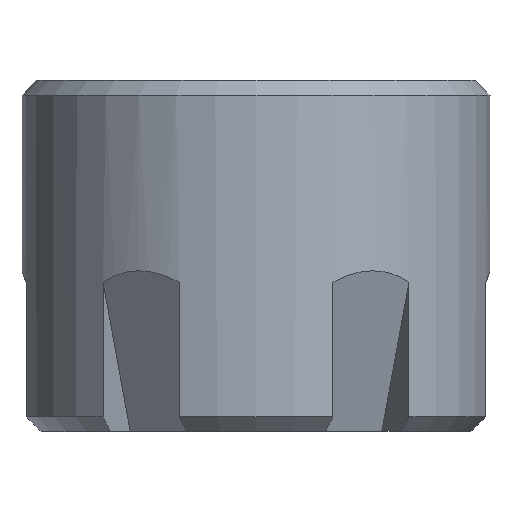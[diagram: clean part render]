
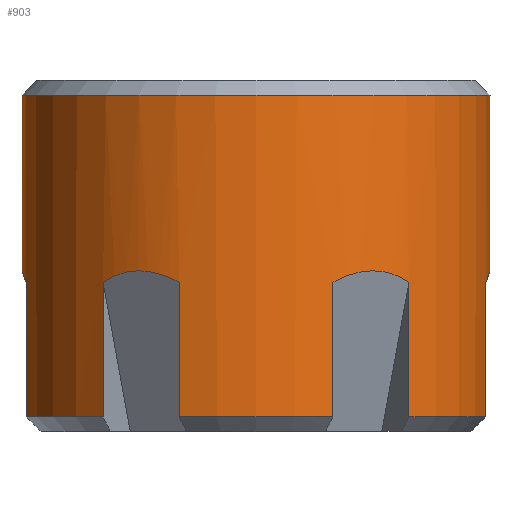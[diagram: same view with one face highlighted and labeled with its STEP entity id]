
A CAD part, left-side view. The second image highlights one B-rep face of the part: STEP entity #903.
In plain terms, the highlighted cylindrical face has radius 8 mm (diameter 16 mm), a full revolution.
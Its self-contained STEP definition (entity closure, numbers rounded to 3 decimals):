
#26=CYLINDRICAL_SURFACE('',#982,8.);
#36=ELLIPSE('',#921,23.39,8.);
#37=ELLIPSE('',#927,23.39,8.);
#38=ELLIPSE('',#933,23.39,8.);
#39=ELLIPSE('',#937,23.39,8.);
#40=ELLIPSE('',#969,23.39,8.);
#41=ELLIPSE('',#984,23.39,8.);
#42=LINE('',#1208,#84);
#47=LINE('',#1219,#89);
#49=LINE('',#1229,#91);
#54=LINE('',#1240,#96);
#56=LINE('',#1250,#98);
#61=LINE('',#1261,#103);
#63=LINE('',#1271,#105);
#69=LINE('',#1285,#111);
#70=LINE('',#1292,#112);
#75=LINE('',#1303,#117);
#79=LINE('',#1361,#121);
#80=LINE('',#1369,#122);
#84=VECTOR('',#1003,1000.);
#89=VECTOR('',#1010,1000.);
#91=VECTOR('',#1022,1000.);
#96=VECTOR('',#1029,1000.);
#98=VECTOR('',#1041,1000.);
#103=VECTOR('',#1048,1000.);
#105=VECTOR('',#1060,1000.);
#111=VECTOR('',#1072,1000.);
#112=VECTOR('',#1079,1000.);
#117=VECTOR('',#1086,1000.);
#121=VECTOR('',#1166,1000.);
#122=VECTOR('',#1175,1000.);
#226=ORIENTED_EDGE('',*,*,#370,.F.);
#227=ORIENTED_EDGE('',*,*,#368,.T.);
#228=ORIENTED_EDGE('',*,*,#371,.T.);
#229=ORIENTED_EDGE('',*,*,#372,.F.);
#230=ORIENTED_EDGE('',*,*,#373,.F.);
#231=ORIENTED_EDGE('',*,*,#302,.T.);
#232=ORIENTED_EDGE('',*,*,#304,.T.);
#233=ORIENTED_EDGE('',*,*,#297,.F.);
#234=ORIENTED_EDGE('',*,*,#362,.F.);
#235=ORIENTED_EDGE('',*,*,#312,.T.);
#236=ORIENTED_EDGE('',*,*,#314,.T.);
#237=ORIENTED_EDGE('',*,*,#307,.F.);
#238=ORIENTED_EDGE('',*,*,#360,.F.);
#239=ORIENTED_EDGE('',*,*,#322,.T.);
#240=ORIENTED_EDGE('',*,*,#324,.T.);
#241=ORIENTED_EDGE('',*,*,#317,.F.);
#242=ORIENTED_EDGE('',*,*,#344,.F.);
#243=ORIENTED_EDGE('',*,*,#334,.T.);
#244=ORIENTED_EDGE('',*,*,#330,.T.);
#245=ORIENTED_EDGE('',*,*,#327,.F.);
#246=ORIENTED_EDGE('',*,*,#346,.F.);
#247=ORIENTED_EDGE('',*,*,#342,.T.);
#248=ORIENTED_EDGE('',*,*,#358,.T.);
#249=ORIENTED_EDGE('',*,*,#337,.F.);
#250=ORIENTED_EDGE('',*,*,#374,.F.);
#297=EDGE_CURVE('',#381,#383,#42,.T.);
#302=EDGE_CURVE('',#388,#387,#47,.T.);
#304=EDGE_CURVE('',#387,#383,#36,.T.);
#307=EDGE_CURVE('',#389,#391,#49,.T.);
#312=EDGE_CURVE('',#396,#395,#54,.T.);
#314=EDGE_CURVE('',#395,#391,#37,.T.);
#317=EDGE_CURVE('',#397,#399,#56,.T.);
#322=EDGE_CURVE('',#404,#403,#61,.T.);
#324=EDGE_CURVE('',#403,#399,#38,.T.);
#327=EDGE_CURVE('',#405,#407,#63,.T.);
#330=EDGE_CURVE('',#409,#407,#39,.T.);
#334=EDGE_CURVE('',#412,#409,#69,.T.);
#337=EDGE_CURVE('',#413,#415,#70,.T.);
#342=EDGE_CURVE('',#420,#419,#75,.T.);
#344=EDGE_CURVE('',#412,#397,#452,.T.);
#346=EDGE_CURVE('',#420,#405,#454,.T.);
#358=EDGE_CURVE('',#419,#415,#40,.T.);
#360=EDGE_CURVE('',#404,#389,#466,.T.);
#362=EDGE_CURVE('',#396,#381,#468,.T.);
#368=EDGE_CURVE('',#436,#435,#79,.T.);
#370=EDGE_CURVE('',#437,#437,#473,.T.);
#371=EDGE_CURVE('',#435,#438,#41,.T.);
#372=EDGE_CURVE('',#439,#438,#80,.T.);
#373=EDGE_CURVE('',#388,#439,#474,.T.);
#374=EDGE_CURVE('',#436,#413,#475,.T.);
#381=VERTEX_POINT('',#1206);
#383=VERTEX_POINT('',#1209);
#387=VERTEX_POINT('',#1218);
#388=VERTEX_POINT('',#1220);
#389=VERTEX_POINT('',#1227);
#391=VERTEX_POINT('',#1230);
#395=VERTEX_POINT('',#1239);
#396=VERTEX_POINT('',#1241);
#397=VERTEX_POINT('',#1248);
#399=VERTEX_POINT('',#1251);
#403=VERTEX_POINT('',#1260);
#404=VERTEX_POINT('',#1262);
#405=VERTEX_POINT('',#1269);
#407=VERTEX_POINT('',#1272);
#409=VERTEX_POINT('',#1278);
#412=VERTEX_POINT('',#1286);
#413=VERTEX_POINT('',#1290);
#415=VERTEX_POINT('',#1293);
#419=VERTEX_POINT('',#1302);
#420=VERTEX_POINT('',#1304);
#435=VERTEX_POINT('',#1360);
#436=VERTEX_POINT('',#1362);
#437=VERTEX_POINT('',#1366);
#438=VERTEX_POINT('',#1368);
#439=VERTEX_POINT('',#1370);
#452=CIRCLE('',#945,8.);
#454=CIRCLE('',#948,8.);
#466=CIRCLE('',#971,8.);
#468=CIRCLE('',#974,8.);
#473=CIRCLE('',#983,8.);
#474=CIRCLE('',#985,8.);
#475=CIRCLE('',#986,8.);
#519=EDGE_LOOP('',(#226));
#520=EDGE_LOOP('',(#227,#228,#229,#230,#231,#232,#233,#234,#235,#236,#237,
#238,#239,#240,#241,#242,#243,#244,#245,#246,#247,#248,#249,#250));
#571=FACE_BOUND('',#519,.T.);
#572=FACE_BOUND('',#520,.T.);
#903=ADVANCED_FACE('',(#571,#572),#26,.T.);
#921=AXIS2_PLACEMENT_3D('',#1223,#1015,#1016);
#927=AXIS2_PLACEMENT_3D('',#1244,#1034,#1035);
#933=AXIS2_PLACEMENT_3D('',#1265,#1053,#1054);
#937=AXIS2_PLACEMENT_3D('',#1277,#1065,#1066);
#945=AXIS2_PLACEMENT_3D('',#1307,#1091,#1092);
#948=AXIS2_PLACEMENT_3D('',#1310,#1097,#1098);
#969=AXIS2_PLACEMENT_3D('',#1341,#1139,#1140);
#971=AXIS2_PLACEMENT_3D('',#1344,#1144,#1145);
#974=AXIS2_PLACEMENT_3D('',#1347,#1150,#1151);
#982=AXIS2_PLACEMENT_3D('',#1364,#1169,#1170);
#983=AXIS2_PLACEMENT_3D('',#1365,#1171,#1172);
#984=AXIS2_PLACEMENT_3D('',#1367,#1173,#1174);
#985=AXIS2_PLACEMENT_3D('',#1371,#1176,#1177);
#986=AXIS2_PLACEMENT_3D('',#1372,#1178,#1179);
#1003=DIRECTION('',(0.,0.,1.));
#1010=DIRECTION('',(0.,0.,1.));
#1015=DIRECTION('',(0.814,0.47,0.342));
#1016=DIRECTION('',(-0.296,-0.171,0.94));
#1022=DIRECTION('',(0.,0.,1.));
#1029=DIRECTION('',(0.,0.,1.));
#1034=DIRECTION('',(0.,0.94,0.342));
#1035=DIRECTION('',(0.,-0.342,0.94));
#1041=DIRECTION('',(0.,0.,1.));
#1048=DIRECTION('',(0.,0.,1.));
#1053=DIRECTION('',(-0.814,0.47,0.342));
#1054=DIRECTION('',(0.296,-0.171,0.94));
#1060=DIRECTION('',(0.,0.,1.));
#1065=DIRECTION('',(-0.814,-0.47,0.342));
#1066=DIRECTION('',(0.296,0.171,0.94));
#1072=DIRECTION('',(0.,0.,1.));
#1079=DIRECTION('',(0.,0.,1.));
#1086=DIRECTION('',(0.,0.,1.));
#1091=DIRECTION('',(0.,0.,-1.));
#1092=DIRECTION('',(-1.,0.,0.));
#1097=DIRECTION('',(0.,0.,-1.));
#1098=DIRECTION('',(-1.,0.,0.));
#1139=DIRECTION('',(0.,-0.94,0.342));
#1140=DIRECTION('',(0.,0.342,0.94));
#1144=DIRECTION('',(0.,0.,-1.));
#1145=DIRECTION('',(-1.,0.,0.));
#1150=DIRECTION('',(0.,0.,-1.));
#1151=DIRECTION('',(-1.,0.,0.));
#1166=DIRECTION('',(0.,0.,1.));
#1169=DIRECTION('',(0.,0.,-1.));
#1170=DIRECTION('',(1.,0.,0.));
#1171=DIRECTION('',(0.,0.,1.));
#1172=DIRECTION('',(1.,0.,0.));
#1173=DIRECTION('',(0.814,-0.47,0.342));
#1174=DIRECTION('',(-0.296,0.171,0.94));
#1175=DIRECTION('',(0.,0.,1.));
#1176=DIRECTION('',(0.,0.,-1.));
#1177=DIRECTION('',(-1.,0.,0.));
#1178=DIRECTION('',(0.,0.,-1.));
#1179=DIRECTION('',(-1.,0.,0.));
#1206=CARTESIAN_POINT('',(-6.055,-5.228,0.5));
#1208=CARTESIAN_POINT('',(-6.055,-5.228,0.));
#1209=CARTESIAN_POINT('',(-6.055,-5.228,5.105));
#1218=CARTESIAN_POINT('',(-7.555,-2.63,5.105));
#1219=CARTESIAN_POINT('',(-7.555,-2.63,0.));
#1220=CARTESIAN_POINT('',(-7.555,-2.63,0.5));
#1223=CARTESIAN_POINT('',(0.,0.,-16.485));
#1227=CARTESIAN_POINT('',(1.5,-7.858,0.5));
#1229=CARTESIAN_POINT('',(1.5,-7.858,0.));
#1230=CARTESIAN_POINT('',(1.5,-7.858,5.105));
#1239=CARTESIAN_POINT('',(-1.5,-7.858,5.105));
#1240=CARTESIAN_POINT('',(-1.5,-7.858,0.));
#1241=CARTESIAN_POINT('',(-1.5,-7.858,0.5));
#1244=CARTESIAN_POINT('',(0.,0.,-16.485));
#1248=CARTESIAN_POINT('',(7.555,-2.63,0.5));
#1250=CARTESIAN_POINT('',(7.555,-2.63,0.));
#1251=CARTESIAN_POINT('',(7.555,-2.63,5.105));
#1260=CARTESIAN_POINT('',(6.055,-5.228,5.105));
#1261=CARTESIAN_POINT('',(6.055,-5.228,0.));
#1262=CARTESIAN_POINT('',(6.055,-5.228,0.5));
#1265=CARTESIAN_POINT('',(0.,0.,-16.485));
#1269=CARTESIAN_POINT('',(6.055,5.228,0.5));
#1271=CARTESIAN_POINT('',(6.055,5.228,0.));
#1272=CARTESIAN_POINT('',(6.055,5.228,5.105));
#1277=CARTESIAN_POINT('',(0.,0.,-16.485));
#1278=CARTESIAN_POINT('',(7.555,2.63,5.105));
#1285=CARTESIAN_POINT('',(7.555,2.63,0.));
#1286=CARTESIAN_POINT('',(7.555,2.63,0.5));
#1290=CARTESIAN_POINT('',(-1.5,7.858,0.5));
#1292=CARTESIAN_POINT('',(-1.5,7.858,0.));
#1293=CARTESIAN_POINT('',(-1.5,7.858,5.105));
#1302=CARTESIAN_POINT('',(1.5,7.858,5.105));
#1303=CARTESIAN_POINT('',(1.5,7.858,0.));
#1304=CARTESIAN_POINT('',(1.5,7.858,0.5));
#1307=CARTESIAN_POINT('',(0.,0.,0.5));
#1310=CARTESIAN_POINT('',(0.,0.,0.5));
#1341=CARTESIAN_POINT('',(0.,0.,-16.485));
#1344=CARTESIAN_POINT('',(0.,0.,0.5));
#1347=CARTESIAN_POINT('',(0.,0.,0.5));
#1360=CARTESIAN_POINT('',(-6.055,5.228,5.105));
#1361=CARTESIAN_POINT('',(-6.055,5.228,0.));
#1362=CARTESIAN_POINT('',(-6.055,5.228,0.5));
#1364=CARTESIAN_POINT('',(0.,0.,0.));
#1365=CARTESIAN_POINT('',(0.,0.,11.5));
#1366=CARTESIAN_POINT('',(8.,0.,11.5));
#1367=CARTESIAN_POINT('',(0.,0.,-16.485));
#1368=CARTESIAN_POINT('',(-7.555,2.63,5.105));
#1369=CARTESIAN_POINT('',(-7.555,2.63,0.));
#1370=CARTESIAN_POINT('',(-7.555,2.63,0.5));
#1371=CARTESIAN_POINT('',(0.,0.,0.5));
#1372=CARTESIAN_POINT('',(0.,0.,0.5));
